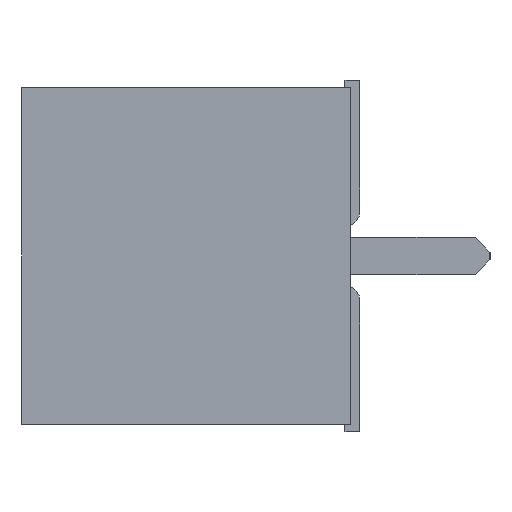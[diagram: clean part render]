
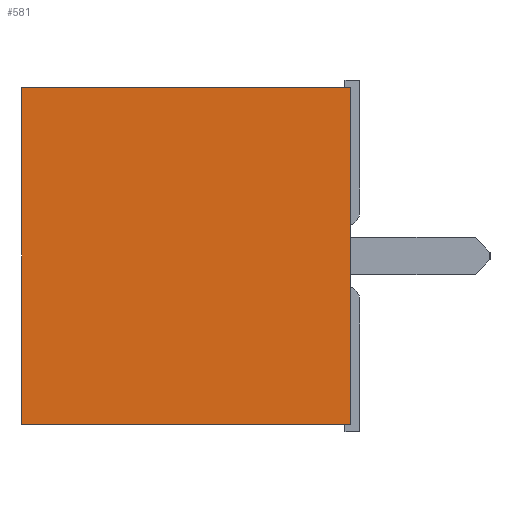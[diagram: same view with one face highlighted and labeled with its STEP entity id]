
A CAD part, left-side view. The second image highlights one B-rep face of the part: STEP entity #581.
In plain terms, the highlighted planar face has unit normal (-1, 0, 0).
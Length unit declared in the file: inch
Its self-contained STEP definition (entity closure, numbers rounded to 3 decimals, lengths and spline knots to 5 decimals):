
#581 = ADVANCED_FACE( '', ( #1288 ), #1289, .F. );
#1288 = FACE_OUTER_BOUND( '', #2146, .T. );
#1289 = PLANE( '', #2147 );
#2146 = EDGE_LOOP( '', ( #3699, #3700, #3701, #3702 ) );
#2147 = AXIS2_PLACEMENT_3D( '', #3703, #3704, #3705 );
#3699 = ORIENTED_EDGE( '', *, *, #5118, .T. );
#3700 = ORIENTED_EDGE( '', *, *, #5661, .F. );
#3701 = ORIENTED_EDGE( '', *, *, #5553, .F. );
#3702 = ORIENTED_EDGE( '', *, *, #5304, .T. );
#3703 = CARTESIAN_POINT( '', ( -0.3815, 0.22, -0.1125 ) );
#3704 = DIRECTION( '', ( 1., 0., 0. ) );
#3705 = DIRECTION( '', ( 0., 0., -1. ) );
#5118 = EDGE_CURVE( '', #6123, #6121, #6124, .T. );
#5304 = EDGE_CURVE( '', #6441, #6123, #6442, .T. );
#5553 = EDGE_CURVE( '', #6441, #6853, #6854, .T. );
#5661 = EDGE_CURVE( '', #6853, #6121, #7011, .T. );
#6121 = VERTEX_POINT( '', #7590 );
#6123 = VERTEX_POINT( '', #7593 );
#6124 = LINE( '', #7594, #7595 );
#6441 = VERTEX_POINT( '', #8047 );
#6442 = LINE( '', #8048, #8049 );
#6853 = VERTEX_POINT( '', #8615 );
#6854 = LINE( '', #8616, #8617 );
#7011 = LINE( '', #8837, #8838 );
#7590 = CARTESIAN_POINT( '', ( -0.3815, 0., 0.1125 ) );
#7593 = CARTESIAN_POINT( '', ( -0.3815, 0., -0.1125 ) );
#7594 = CARTESIAN_POINT( '', ( -0.3815, 0., -0.1125 ) );
#7595 = VECTOR( '', #9521, 39.37008 );
#8047 = CARTESIAN_POINT( '', ( -0.3815, 0.22, -0.1125 ) );
#8048 = CARTESIAN_POINT( '', ( -0.3815, 0.22, -0.1125 ) );
#8049 = VECTOR( '', #9699, 39.37008 );
#8615 = CARTESIAN_POINT( '', ( -0.3815, 0.22, 0.1125 ) );
#8616 = CARTESIAN_POINT( '', ( -0.3815, 0.22, -0.1125 ) );
#8617 = VECTOR( '', #9993, 39.37008 );
#8837 = CARTESIAN_POINT( '', ( -0.3815, 0.22, 0.1125 ) );
#8838 = VECTOR( '', #10099, 39.37008 );
#9521 = DIRECTION( '', ( 0., 0., 1. ) );
#9699 = DIRECTION( '', ( 0., -1., 0. ) );
#9993 = DIRECTION( '', ( 0., 0., 1. ) );
#10099 = DIRECTION( '', ( 0., -1., 0. ) );
